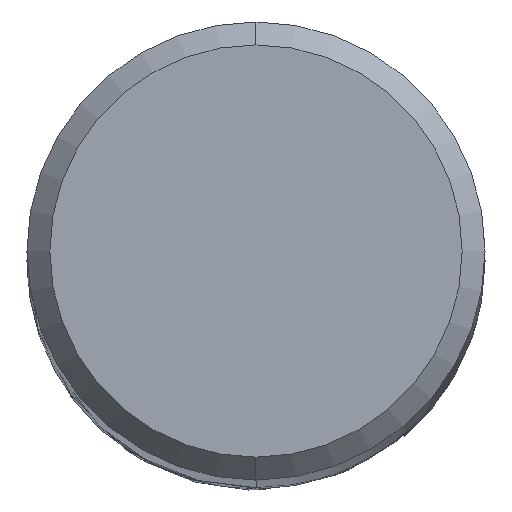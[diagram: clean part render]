
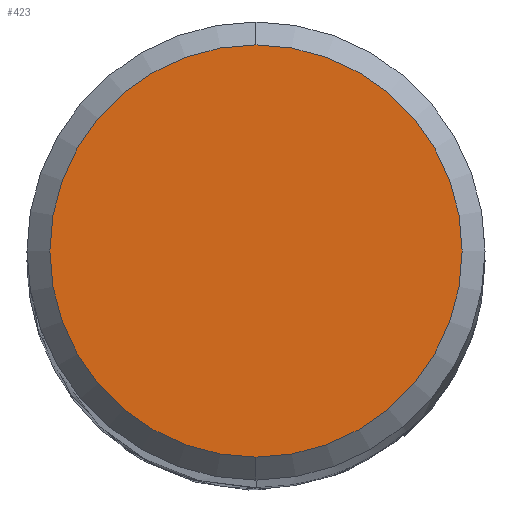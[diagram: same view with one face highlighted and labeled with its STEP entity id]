
A CAD part, top view. The second image highlights one B-rep face of the part: STEP entity #423.
In plain terms, the highlighted planar face has unit normal (0, 0, 1).
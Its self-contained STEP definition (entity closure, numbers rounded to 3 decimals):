
#403=VERTEX_POINT('',#923);
#423=ADVANCED_FACE('',(#944),#945,.T.);
#431=EDGE_CURVE('',#403,#599,#955,.T.);
#519=EDGE_CURVE('',#599,#403,#1052,.T.);
#599=VERTEX_POINT('',#1138);
#923=CARTESIAN_POINT('',(0.,-7.2,0.0));
#944=FACE_OUTER_BOUND('',#2434,.T.);
#945=PLANE('',#2435);
#955=CIRCLE('',#2468,7.2);
#1052=CIRCLE('',#3854,7.2);
#1138=CARTESIAN_POINT('',(0.0,7.2,0.0));
#2434=EDGE_LOOP('',(#5458,#5459));
#2435=AXIS2_PLACEMENT_3D('',#5460,#5461,#5462);
#2468=AXIS2_PLACEMENT_3D('',#5478,#5479,#5480);
#3854=AXIS2_PLACEMENT_3D('',#5587,#5588,#5589);
#5458=ORIENTED_EDGE('',*,*,#519,.F.);
#5459=ORIENTED_EDGE('',*,*,#431,.F.);
#5460=CARTESIAN_POINT('',(0.0,3.6,0.0));
#5461=DIRECTION('',(-0.0,0.0,1.0));
#5462=DIRECTION('',(0.0,-1.0,0.0));
#5478=CARTESIAN_POINT('',(0.0,0.0,0.0));
#5479=DIRECTION('',(0.0,0.0,-1.0));
#5480=DIRECTION('',(0.0,1.0,0.0));
#5587=CARTESIAN_POINT('',(0.0,0.0,0.0));
#5588=DIRECTION('',(0.0,0.0,-1.0));
#5589=DIRECTION('',(0.0,1.0,0.0));
